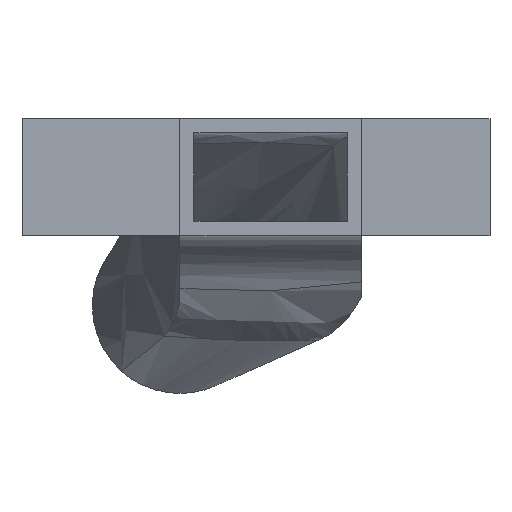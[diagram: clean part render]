
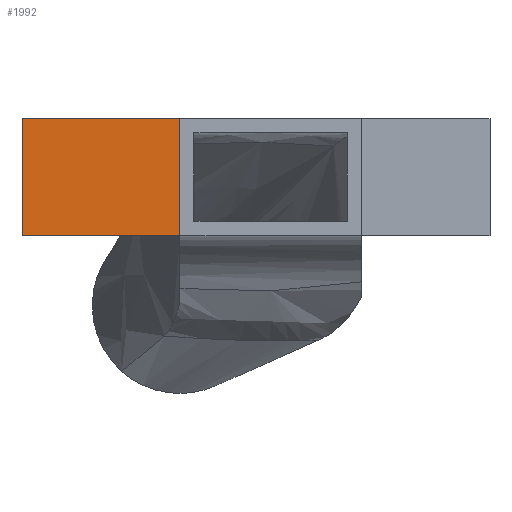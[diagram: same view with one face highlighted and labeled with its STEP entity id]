
A CAD part, front view. The second image highlights one B-rep face of the part: STEP entity #1992.
In plain terms, the highlighted planar face has unit normal (0, -1, 0).
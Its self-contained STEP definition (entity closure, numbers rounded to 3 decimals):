
#198 = ORIENTED_EDGE ( 'NONE', *, *, #4209, .F. ) ;
#460 = LINE ( 'NONE', #2091, #4517 ) ;
#540 = CARTESIAN_POINT ( 'NONE',  ( 0., -42.85, 0. ) ) ;
#557 = DIRECTION ( 'NONE',  ( 0., 1., 0. ) ) ;
#839 = ORIENTED_EDGE ( 'NONE', *, *, #4568, .F. ) ;
#1153 = EDGE_CURVE ( 'NONE', #4196, #2924, #2304, .T. ) ;
#1219 = DIRECTION ( 'NONE',  ( -1., 0., 0. ) ) ;
#1292 = CARTESIAN_POINT ( 'NONE',  ( 0., -42.85, -10. ) ) ;
#1322 = DIRECTION ( 'NONE',  ( -1., 0., 0. ) ) ;
#1354 = VECTOR ( 'NONE', #2630, 1000. ) ;
#1638 = PLANE ( 'NONE',  #4329 ) ;
#1654 = VECTOR ( 'NONE', #2014, 1000. ) ;
#1897 = LINE ( 'NONE', #3010, #1354 ) ;
#1903 = CARTESIAN_POINT ( 'NONE',  ( -13.5, -42.85, -10. ) ) ;
#1938 = VERTEX_POINT ( 'NONE', #1292 ) ;
#1992 = ADVANCED_FACE ( 'NONE', ( #3659 ), #1638, .F. ) ;
#2014 = DIRECTION ( 'NONE',  ( 0., 0., 1. ) ) ;
#2029 = CARTESIAN_POINT ( 'NONE',  ( -13.5, -42.85, 0. ) ) ;
#2044 = VERTEX_POINT ( 'NONE', #4626 ) ;
#2091 = CARTESIAN_POINT ( 'NONE',  ( 0., -42.85, -10. ) ) ;
#2279 = EDGE_LOOP ( 'NONE', ( #839, #198, #2553, #3939 ) ) ;
#2304 = LINE ( 'NONE', #2029, #1654 ) ;
#2553 = ORIENTED_EDGE ( 'NONE', *, *, #3634, .T. ) ;
#2630 = DIRECTION ( 'NONE',  ( 0., 0., -1. ) ) ;
#2695 = VECTOR ( 'NONE', #1219, 1000. ) ;
#2738 = DIRECTION ( 'NONE',  ( 0., 0., 1. ) ) ;
#2924 = VERTEX_POINT ( 'NONE', #3043 ) ;
#3010 = CARTESIAN_POINT ( 'NONE',  ( 0., -42.85, 0. ) ) ;
#3043 = CARTESIAN_POINT ( 'NONE',  ( -13.5, -42.85, 0. ) ) ;
#3634 = EDGE_CURVE ( 'NONE', #2044, #2924, #3671, .T. ) ;
#3659 = FACE_OUTER_BOUND ( 'NONE', #2279, .T. ) ;
#3671 = LINE ( 'NONE', #4214, #2695 ) ;
#3939 = ORIENTED_EDGE ( 'NONE', *, *, #1153, .F. ) ;
#4196 = VERTEX_POINT ( 'NONE', #1903 ) ;
#4209 = EDGE_CURVE ( 'NONE', #2044, #1938, #1897, .T. ) ;
#4214 = CARTESIAN_POINT ( 'NONE',  ( 0., -42.85, 0. ) ) ;
#4329 = AXIS2_PLACEMENT_3D ( 'NONE', #540, #557, #2738 ) ;
#4517 = VECTOR ( 'NONE', #1322, 1000. ) ;
#4568 = EDGE_CURVE ( 'NONE', #1938, #4196, #460, .T. ) ;
#4626 = CARTESIAN_POINT ( 'NONE',  ( 0., -42.85, 0. ) ) ;
